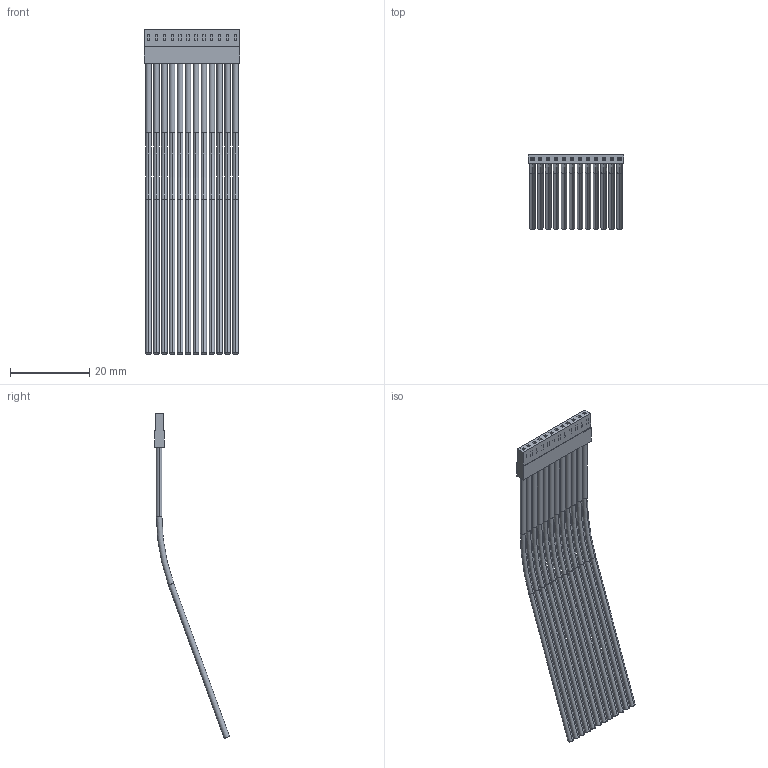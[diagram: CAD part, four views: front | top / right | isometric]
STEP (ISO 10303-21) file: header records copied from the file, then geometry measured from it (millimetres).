
FILE_DESCRIPTION (( 'STEP AP214' ), '1' );
FILE_NAME ('INGUN_116063.STEP', '2024-04-17T09:00:14', ( '' ), ( '' ), 'SwSTEP 2.0', 'SolidWorks 2021', '' );
FILE_SCHEMA (( 'AUTOMOTIVE_DESIGN' ));
Length unit declared in the file: millimetre
Products named in the file (7): 116058~0_S; 116054~0_S; 116056~0_S; INGUN_116063; 116055~0_S; 116059~0_S; 116057~0_S
Assembly tree (17 placements, depth 3):
  INGUN_116063
    116054~0_S  x11
      116058~0_S
      116055~0_S
    116056~0_S
      116058~0_S
      116057~0_S
    116059~0_S
Bounding box: 24.05 x 18.93 x 81.97 mm (x, y, z)
Volume: 1814.6 mm3; surface area: 5673.9 mm2
Topology: 25 solids, 25 shells, 2266 faces, 6024 edges, 3856 vertices
Faces by surface type: plane 1222, cylinder 636, bspline 360, cone 24, torus 24
Entity records: 13972 total; most frequent: CARTESIAN_POINT 3678, ORIENTED_EDGE 2148, DIRECTION 1836, EDGE_CURVE 1074, LINE 886, VECTOR 886, VERTEX_POINT 702, EDGE_LOOP 482
